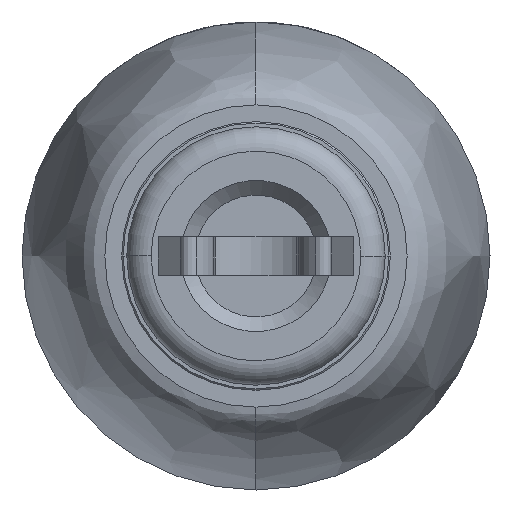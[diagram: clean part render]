
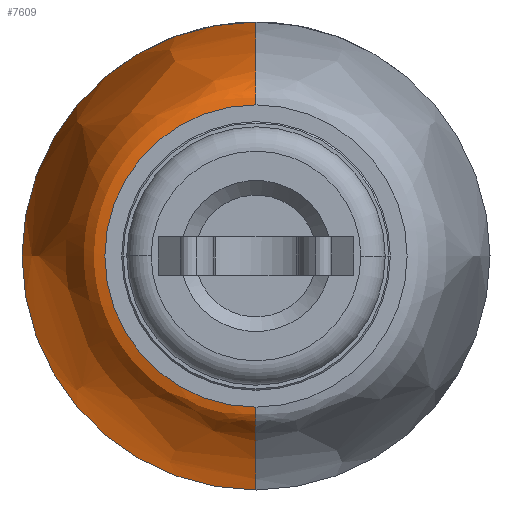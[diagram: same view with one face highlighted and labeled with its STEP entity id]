
A CAD part, left-side view. The second image highlights one B-rep face of the part: STEP entity #7609.
In plain terms, the highlighted free-form (B-spline) face has degree [3, 3] with [6, 4] control points.
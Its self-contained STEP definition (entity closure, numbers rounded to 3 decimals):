
#142 = CIRCLE ( 'NONE', #27238, 3.1 ) ;
#249 = CARTESIAN_POINT ( 'NONE',  ( 3.822, 4.8, 0. ) ) ;
#932 = ORIENTED_EDGE ( 'NONE', *, *, #18719, .F. ) ;
#1010 = EDGE_CURVE ( 'NONE', #5670, #21966, #25736, .T. ) ;
#2214 = CARTESIAN_POINT ( 'NONE',  ( 3.822, 4.8, -9.6 ) ) ;
#3325 = CARTESIAN_POINT ( 'NONE',  ( -5.178, 3.1, 0. ) ) ;
#3916 = CARTESIAN_POINT ( 'NONE',  ( 0.153, -4.759, 0. ) ) ;
#4405 = CARTESIAN_POINT ( 'NONE',  ( -3.247, -4.294, 0. ) ) ;
#4671 = B_SPLINE_CURVE_WITH_KNOTS ( 'NONE', 3,
 ( #16143, #8848, #3916, #21360, #6438, #23865 ),
 .UNSPECIFIED., .F., .F.,
 ( 4, 1, 1, 4 ),
 ( 0., 0.429, 0.529, 1. ),
 .UNSPECIFIED. ) ;
#4736 = CARTESIAN_POINT ( 'NONE',  ( 3.398, -4.8, 0. ) ) ;
#5196 = EDGE_LOOP ( 'NONE', ( #27015, #17677, #932, #9630, #15376 ) ) ;
#5670 = VERTEX_POINT ( 'NONE', #249 ) ;
#6166 = CARTESIAN_POINT ( 'NONE',  ( 0.153, 4.759, 0. ) ) ;
#6438 = CARTESIAN_POINT ( 'NONE',  ( -5.178, -3.71, 0. ) ) ;
#6552 = DIRECTION ( 'NONE',  ( -1., 0., 0. ) ) ;
#6739 = DIRECTION ( 'NONE',  ( -1., 0., 0. ) ) ;
#6775 = CIRCLE ( 'NONE', #17204, 4.8 ) ;
#7025 = CARTESIAN_POINT ( 'NONE',  ( -5.178, 3.1, 0. ) ) ;
#7111 = EDGE_CURVE ( 'NONE', #9882, #22628, #24448, .T. ) ;
#7609 = ADVANCED_FACE ( 'NONE', ( #26012 ), #22071, .F. ) ;
#8809 = CARTESIAN_POINT ( 'NONE',  ( 3.822, 4.8, 0. ) ) ;
#8848 = CARTESIAN_POINT ( 'NONE',  ( 3.398, -4.8, 0. ) ) ;
#9012 = CARTESIAN_POINT ( 'NONE',  ( -5.178, -3.1, 0. ) ) ;
#9563 = CARTESIAN_POINT ( 'NONE',  ( -5.178, -3.1, -6.2 ) ) ;
#9630 = ORIENTED_EDGE ( 'NONE', *, *, #1010, .F. ) ;
#9660 = CARTESIAN_POINT ( 'NONE',  ( -3.247, 4.294, -8.588 ) ) ;
#9882 = VERTEX_POINT ( 'NONE', #29301 ) ;
#10734 = CARTESIAN_POINT ( 'NONE',  ( -5.178, 0., 0. ) ) ;
#12175 = CARTESIAN_POINT ( 'NONE',  ( -5.178, -3.1, 0. ) ) ;
#12206 = DIRECTION ( 'NONE',  ( 0., 0., 1. ) ) ;
#14337 = CARTESIAN_POINT ( 'NONE',  ( -5.178, 3.1, -6.2 ) ) ;
#14457 = CARTESIAN_POINT ( 'NONE',  ( 0.153, 4.759, -9.518 ) ) ;
#14768 = CARTESIAN_POINT ( 'NONE',  ( 3.822, -4.8, 0. ) ) ;
#14782 = AXIS2_PLACEMENT_3D ( 'NONE', #16993, #6739, #12206 ) ;
#15376 = ORIENTED_EDGE ( 'NONE', *, *, #19979, .T. ) ;
#15897 = CARTESIAN_POINT ( 'NONE',  ( -5.178, 3.1, 0. ) ) ;
#16143 = CARTESIAN_POINT ( 'NONE',  ( 3.822, -4.8, 0. ) ) ;
#16800 = VERTEX_POINT ( 'NONE', #9012 ) ;
#16842 = CARTESIAN_POINT ( 'NONE',  ( 3.398, 4.8, -9.6 ) ) ;
#16993 = CARTESIAN_POINT ( 'NONE',  ( 3.822, 0., 0. ) ) ;
#17204 = AXIS2_PLACEMENT_3D ( 'NONE', #24102, #6552, #31894 ) ;
#17274 = CARTESIAN_POINT ( 'NONE',  ( -5.178, 3.71, -7.421 ) ) ;
#17677 = ORIENTED_EDGE ( 'NONE', *, *, #25003, .T. ) ;
#18386 = CARTESIAN_POINT ( 'NONE',  ( -3.247, 4.294, 0. ) ) ;
#18491 = CARTESIAN_POINT ( 'NONE',  ( -5.178, 3.71, 0. ) ) ;
#18719 = EDGE_CURVE ( 'NONE', #21966, #16800, #142, .T. ) ;
#19446 = CARTESIAN_POINT ( 'NONE',  ( 3.822, -4.8, -9.6 ) ) ;
#19557 = CARTESIAN_POINT ( 'NONE',  ( -3.247, 4.294, 0. ) ) ;
#19664 = CARTESIAN_POINT ( 'NONE',  ( 0.153, 4.759, 0. ) ) ;
#19979 = EDGE_CURVE ( 'NONE', #5670, #9882, #6775, .T. ) ;
#20711 = CARTESIAN_POINT ( 'NONE',  ( 3.822, -4.8, 0. ) ) ;
#21360 = CARTESIAN_POINT ( 'NONE',  ( -3.247, -4.294, 0. ) ) ;
#21966 = VERTEX_POINT ( 'NONE', #3325 ) ;
#21967 = CARTESIAN_POINT ( 'NONE',  ( -5.178, 3.71, 0. ) ) ;
#22069 = CARTESIAN_POINT ( 'NONE',  ( 0.153, -4.759, 0. ) ) ;
#22071 =( BOUNDED_SURFACE ( )  B_SPLINE_SURFACE ( 3, 3, ( 
 ( #29746, #2214, #19446, #14768 ),
 ( #27356, #16842, #32255, #4736 ),
 ( #19664, #14457, #26913, #22069 ),
 ( #19557, #9660, #27131, #4405 ),
 ( #21967, #17274, #29317, #27021 ),
 ( #7025, #14337, #9563, #12175 ) ),
 .UNSPECIFIED., .F., .F., .F. ) 
 B_SPLINE_SURFACE_WITH_KNOTS ( ( 4, 1, 1, 4 ),
 ( 4, 4 ),
 ( 0., 0.429, 0.529, 1. ),
 ( 0., 1. ),
 .UNSPECIFIED. ) 
 GEOMETRIC_REPRESENTATION_ITEM ( )  RATIONAL_B_SPLINE_SURFACE ( (
 ( 1., 0.333, 0.333, 1.),
 ( 1., 0.333, 0.333, 1.),
 ( 1., 0.333, 0.333, 1.),
 ( 1., 0.333, 0.333, 1.),
 ( 1., 0.333, 0.333, 1.),
 ( 1., 0.333, 0.333, 1.) ) ) 
 REPRESENTATION_ITEM ( '' )  SURFACE ( )  );
#22628 = VERTEX_POINT ( 'NONE', #20711 ) ;
#23865 = CARTESIAN_POINT ( 'NONE',  ( -5.178, -3.1, 0. ) ) ;
#24102 = CARTESIAN_POINT ( 'NONE',  ( 3.822, 0., 0. ) ) ;
#24448 = CIRCLE ( 'NONE', #14782, 4.8 ) ;
#25003 = EDGE_CURVE ( 'NONE', #22628, #16800, #4671, .T. ) ;
#25736 = B_SPLINE_CURVE_WITH_KNOTS ( 'NONE', 3,
 ( #8809, #31185, #6166, #18386, #18491, #15897 ),
 .UNSPECIFIED., .F., .F.,
 ( 4, 1, 1, 4 ),
 ( 0., 0.429, 0.529, 1. ),
 .UNSPECIFIED. ) ;
#26012 = FACE_OUTER_BOUND ( 'NONE', #5196, .T. ) ;
#26913 = CARTESIAN_POINT ( 'NONE',  ( 0.153, -4.759, -9.518 ) ) ;
#27015 = ORIENTED_EDGE ( 'NONE', *, *, #7111, .T. ) ;
#27021 = CARTESIAN_POINT ( 'NONE',  ( -5.178, -3.71, 0. ) ) ;
#27131 = CARTESIAN_POINT ( 'NONE',  ( -3.247, -4.294, -8.588 ) ) ;
#27238 = AXIS2_PLACEMENT_3D ( 'NONE', #10734, #30721, #27873 ) ;
#27356 = CARTESIAN_POINT ( 'NONE',  ( 3.398, 4.8, 0. ) ) ;
#27873 = DIRECTION ( 'NONE',  ( 0., 0., 1. ) ) ;
#29301 = CARTESIAN_POINT ( 'NONE',  ( 3.822, 0., -4.8 ) ) ;
#29317 = CARTESIAN_POINT ( 'NONE',  ( -5.178, -3.71, -7.421 ) ) ;
#29746 = CARTESIAN_POINT ( 'NONE',  ( 3.822, 4.8, 0. ) ) ;
#30721 = DIRECTION ( 'NONE',  ( -1., 0., 0. ) ) ;
#31185 = CARTESIAN_POINT ( 'NONE',  ( 3.398, 4.8, 0. ) ) ;
#31894 = DIRECTION ( 'NONE',  ( 0., 0., 1. ) ) ;
#32255 = CARTESIAN_POINT ( 'NONE',  ( 3.398, -4.8, -9.6 ) ) ;
